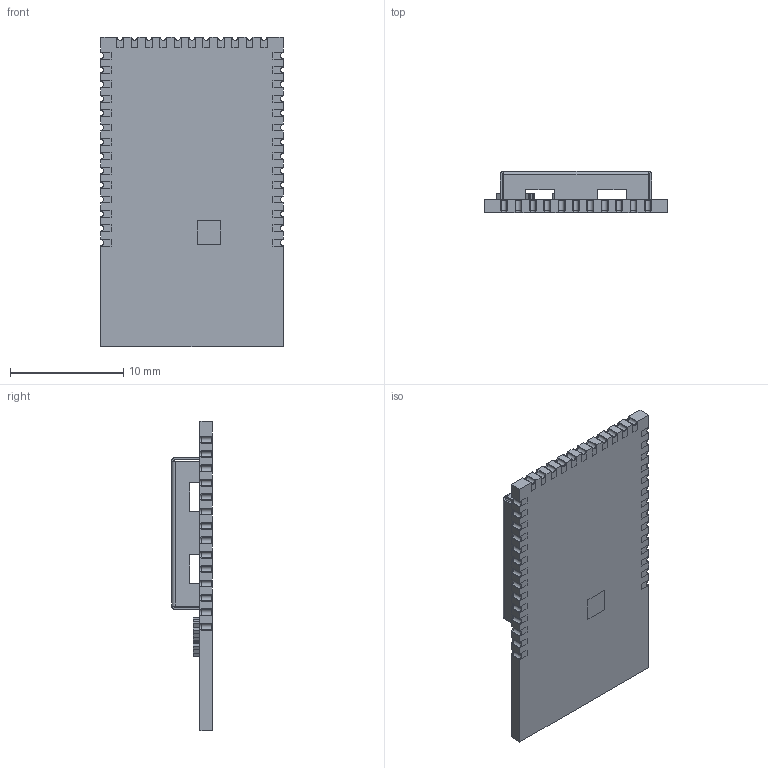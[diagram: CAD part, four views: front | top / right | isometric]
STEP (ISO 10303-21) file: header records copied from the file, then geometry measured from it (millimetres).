
FILE_DESCRIPTION (( 'STEP AP214' ), '1' );
FILE_NAME ('MDX-STWBP-R01.STEP', '2021-04-13T12:37:29', ( '' ), ( '' ), 'SwSTEP 2.0', 'SolidWorks 2017', '' );
FILE_SCHEMA (( 'AUTOMOTIVE_DESIGN' ));
Length unit declared in the file: millimetre
Products named in the file (1): MDX-STWBP-R01
Bounding box: 16.1 x 3.59 x 27.3 mm (x, y, z)
Volume: 532.6 mm3; surface area: 2396.9 mm2
Topology: 60 solids, 60 shells, 1337 faces, 3186 edges, 1908 vertices
Faces by surface type: plane 1020, cylinder 253, sphere 64
Entity records: 39851 total; most frequent: CARTESIAN_POINT 6368, DIRECTION 6304, ORIENTED_EDGE 6244, EDGE_CURVE 3122, VECTOR 2616, LINE 2616, VERTEX_POINT 1908, AXIS2_PLACEMENT_3D 1844
